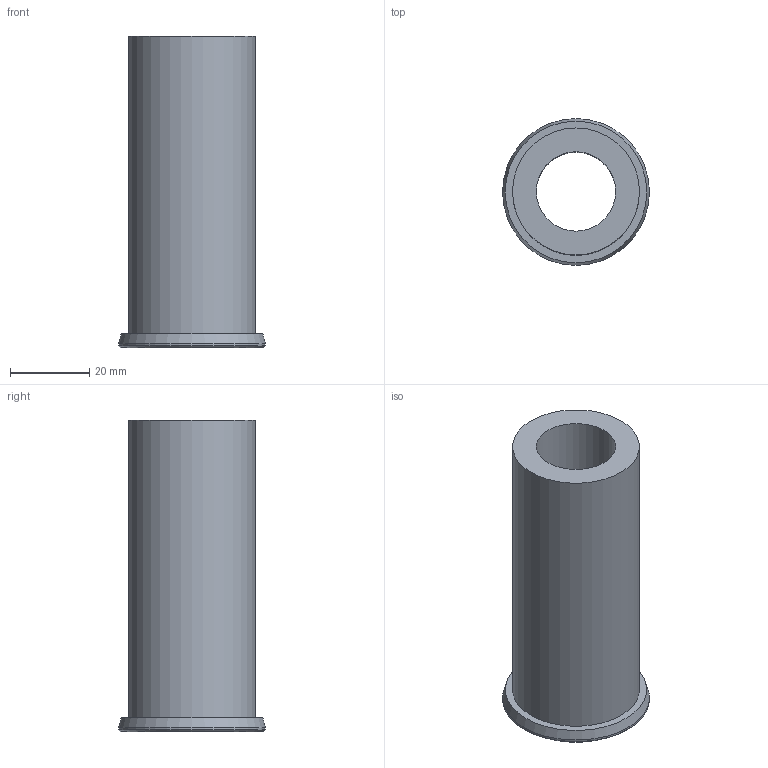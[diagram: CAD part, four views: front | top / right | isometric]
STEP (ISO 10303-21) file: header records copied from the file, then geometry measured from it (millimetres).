
FILE_DESCRIPTION((''),'1');
FILE_NAME('OCA32-20.stp','2022-06-14T03:43:29',(''),(''),'Spatial Interop R21 SP3','Kubotek KeyCreator 2011 V10.0.2 (22737)',' ');
FILE_SCHEMA(('automotive_design'));
Length unit declared in the file: millimetre
Products named in the file (1): Unnamed[1]
Bounding box: 37 x 37 x 78.5 mm (x, y, z)
Volume: 39309.8 mm3; surface area: 14295 mm2
Topology: 1 solids, 1 shells, 8 faces, 13 edges, 8 vertices
Faces by surface type: cylinder 3, plane 3, cone 2
Full cylindrical faces by diameter (mm): 20 x1, 32 x1, 37 x1
Entity records: 332 total; most frequent: DIRECTION 34, PRESENTATION_STYLE_ASSIGNMENT 26, COLOUR_RGB 26, CARTESIAN_POINT 25, STYLED_ITEM 17, AXIS2_PLACEMENT_3D 17, CURVE_STYLE 17, DRAUGHTING_PRE_DEFINED_CURVE_FONT 17
